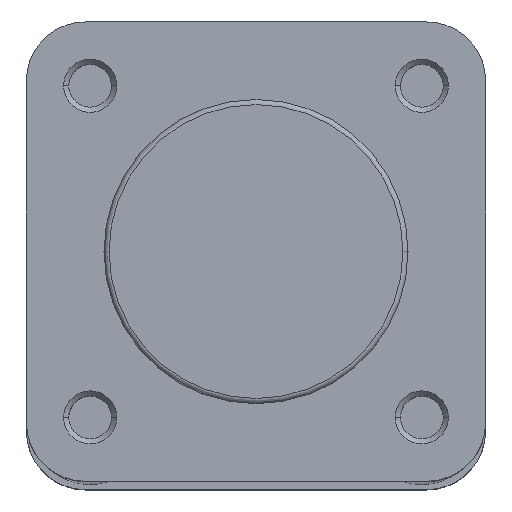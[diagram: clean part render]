
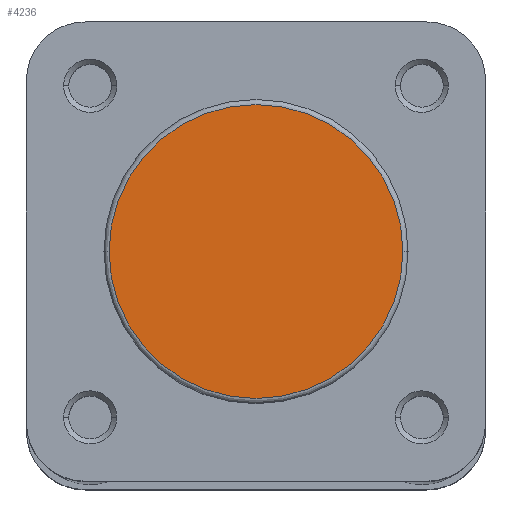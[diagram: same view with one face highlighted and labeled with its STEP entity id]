
A CAD part, top view. The second image highlights one B-rep face of the part: STEP entity #4236.
In plain terms, the highlighted planar face has unit normal (0, 0, 1).
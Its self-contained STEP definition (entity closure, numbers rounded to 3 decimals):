
#251 = VERTEX_POINT ( 'NONE', #534 ) ;
#252 = VERTEX_POINT ( 'NONE', #535 ) ;
#534 = CARTESIAN_POINT ( 'NONE',  ( 14.4, 0., 0. ) ) ;
#535 = CARTESIAN_POINT ( 'NONE',  ( -14.4, 0., 0. ) ) ;
#851 = CARTESIAN_POINT ( 'NONE',  ( 0., 0., 0. ) ) ;
#852 = DIRECTION ( 'NONE',  ( 0., 0., 1. ) ) ;
#853 = DIRECTION ( 'NONE',  ( -1., 0., 0. ) ) ;
#964 = CARTESIAN_POINT ( 'NONE',  ( 0., 0., 0. ) ) ;
#967 = DIRECTION ( 'NONE',  ( 0., 0., 1. ) ) ;
#968 = DIRECTION ( 'NONE',  ( -1., 0., 0. ) ) ;
#2058 = CARTESIAN_POINT ( 'NONE',  ( 0., 14.9, 0. ) ) ;
#2059 = PLANE ( 'NONE',  #4741 ) ;
#2061 = DIRECTION ( 'NONE',  ( 0., 0., -1. ) ) ;
#2062 = DIRECTION ( 'NONE',  ( -1., 0., 0. ) ) ;
#2597 = FACE_OUTER_BOUND ( 'NONE', #3446, .T. ) ;
#3023 = EDGE_CURVE ( 'NONE', #251, #252, #5120, .T. ) ;
#3069 = EDGE_CURVE ( 'NONE', #252, #251, #5190, .T. ) ;
#3446 = EDGE_LOOP ( 'NONE', ( #3623, #3643 ) ) ;
#3623 = ORIENTED_EDGE ( 'NONE', *, *, #3069, .T. ) ;
#3643 = ORIENTED_EDGE ( 'NONE', *, *, #3023, .T. ) ;
#4236 = ADVANCED_FACE ( 'NONE', ( #2597 ), #2059, .F. ) ;
#4435 = AXIS2_PLACEMENT_3D ( 'NONE', #851, #852, #853 ) ;
#4457 = AXIS2_PLACEMENT_3D ( 'NONE', #964, #967, #968 ) ;
#4741 = AXIS2_PLACEMENT_3D ( 'NONE', #2058, #2061, #2062 ) ;
#5120 = CIRCLE ( 'NONE', #4435, 14.4 ) ;
#5190 = CIRCLE ( 'NONE', #4457, 14.4 ) ;
